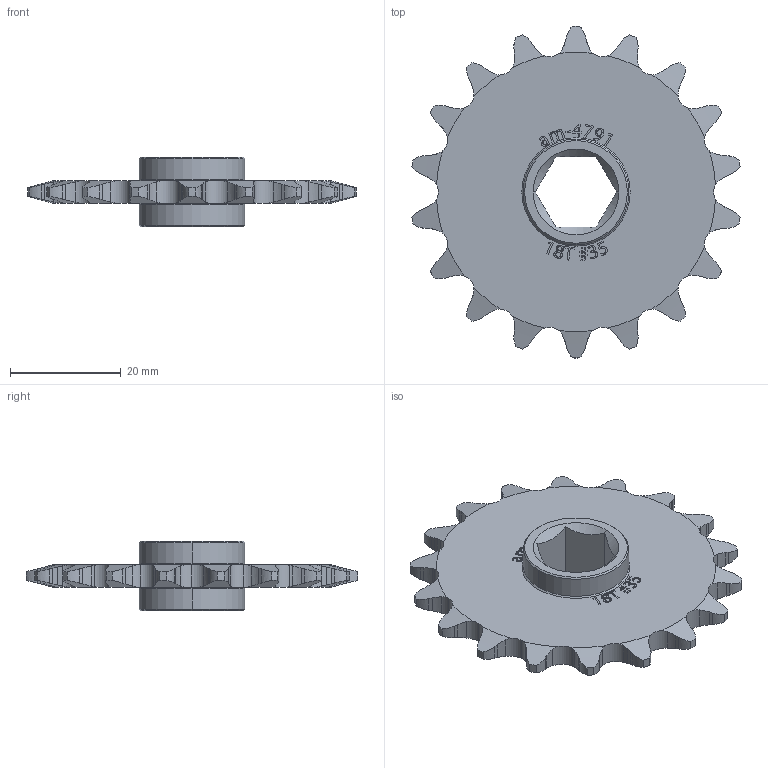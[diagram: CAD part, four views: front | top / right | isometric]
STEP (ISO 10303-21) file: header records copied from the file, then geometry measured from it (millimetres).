
FILE_DESCRIPTION (( 'STEP AP203' ), '1' );
FILE_NAME ('am-4791 18T 35 Chain 500in Hex Symmetrical.STEP', '2022-07-27T19:04:41', ( '' ), ( '' ), 'SwSTEP 2.0', 'SolidWorks 2022', '' );
FILE_SCHEMA (( 'CONFIG_CONTROL_DESIGN' ));
Length unit declared in the file: inch
Products named in the file (1): am-4791 18T 35 Chain 500in Hex Symmetrical
Bounding box: 59.23 x 59.94 x 12.57 mm (x, y, z)
Volume: 9498.8 mm3; surface area: 6127.7 mm2
Topology: 1 solids, 1 shells, 438 faces, 1233 edges, 818 vertices
Faces by surface type: plane 189, cylinder 123, bspline 78, cone 48
Entity records: 18244 total; most frequent: CARTESIAN_POINT 7874, ORIENTED_EDGE 2466, DIRECTION 1617, EDGE_CURVE 1233, VERTEX_POINT 818, LINE 627, VECTOR 627, AXIS2_PLACEMENT_3D 495
